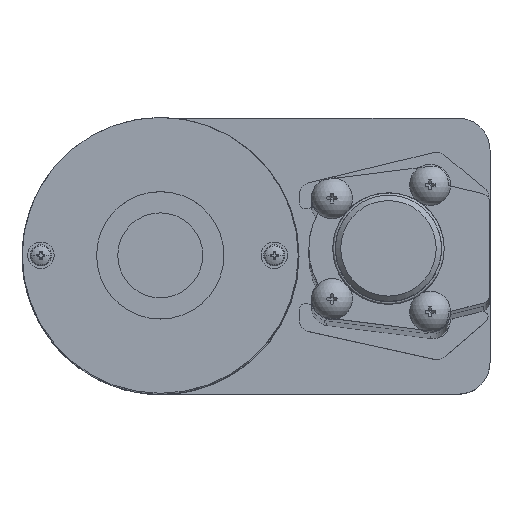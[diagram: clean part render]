
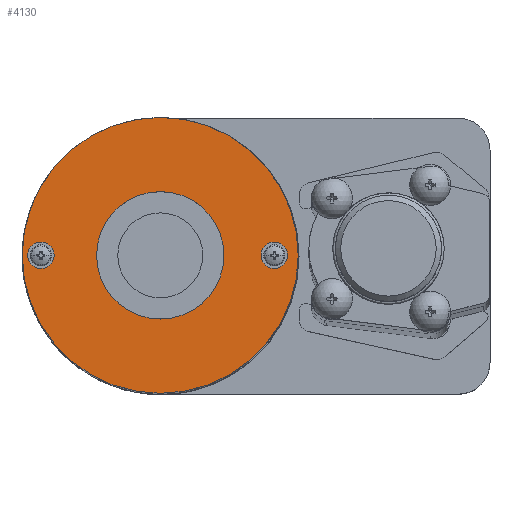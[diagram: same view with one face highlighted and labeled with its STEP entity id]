
A CAD part, top view. The second image highlights one B-rep face of the part: STEP entity #4130.
In plain terms, the highlighted planar face has unit normal (0, 0, 1).
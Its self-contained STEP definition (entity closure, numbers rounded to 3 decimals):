
#1876 = CYLINDRICAL_SURFACE('',#1877,2.5);
#1877 = AXIS2_PLACEMENT_3D('',#1878,#1879,#1880);
#1878 = CARTESIAN_POINT('',(14.5,0.,88.2));
#1879 = DIRECTION('',(0.,0.,1.));
#1880 = DIRECTION('',(1.,0.,0.));
#3761 = VERTEX_POINT('',#3762);
#3762 = CARTESIAN_POINT('',(17.,0.,88.2));
#3785 = EDGE_CURVE('',#3761,#3761,#3786,.T.);
#3786 = SURFACE_CURVE('',#3787,(#3792,#3799),.PCURVE_S1.);
#3787 = CIRCLE('',#3788,2.5);
#3788 = AXIS2_PLACEMENT_3D('',#3789,#3790,#3791);
#3789 = CARTESIAN_POINT('',(14.5,0.,88.2));
#3790 = DIRECTION('',(0.,0.,1.));
#3791 = DIRECTION('',(1.,0.,0.));
#3792 = PCURVE('',#1876,#3793);
#3793 = DEFINITIONAL_REPRESENTATION('',(#3794),#3798);
#3794 = LINE('',#3795,#3796);
#3795 = CARTESIAN_POINT('',(0.,0.));
#3796 = VECTOR('',#3797,1.);
#3797 = DIRECTION('',(1.,0.));
#3798 = ( GEOMETRIC_REPRESENTATION_CONTEXT(2) 
PARAMETRIC_REPRESENTATION_CONTEXT() REPRESENTATION_CONTEXT('2D SPACE',''
  ) );
#3799 = PCURVE('',#3800,#3805);
#3800 = PLANE('',#3801);
#3801 = AXIS2_PLACEMENT_3D('',#3802,#3803,#3804);
#3802 = CARTESIAN_POINT('',(-7.,0.,88.2));
#3803 = DIRECTION('',(0.,0.,1.));
#3804 = DIRECTION('',(1.,0.,0.));
#3805 = DEFINITIONAL_REPRESENTATION('',(#3806),#3810);
#3806 = CIRCLE('',#3807,2.5);
#3807 = AXIS2_PLACEMENT_2D('',#3808,#3809);
#3808 = CARTESIAN_POINT('',(21.5,0.));
#3809 = DIRECTION('',(1.,0.));
#3810 = ( GEOMETRIC_REPRESENTATION_CONTEXT(2) 
PARAMETRIC_REPRESENTATION_CONTEXT() REPRESENTATION_CONTEXT('2D SPACE',''
  ) );
#4130 = ADVANCED_FACE('',(#4131,#4162,#4193,#4224),#3800,.T.);
#4131 = FACE_BOUND('',#4132,.T.);
#4132 = EDGE_LOOP('',(#4133));
#4133 = ORIENTED_EDGE('',*,*,#4134,.T.);
#4134 = EDGE_CURVE('',#4135,#4135,#4137,.T.);
#4135 = VERTEX_POINT('',#4136);
#4136 = CARTESIAN_POINT('',(19.,0.,88.2));
#4137 = SURFACE_CURVE('',#4138,(#4143,#4150),.PCURVE_S1.);
#4138 = CIRCLE('',#4139,26.);
#4139 = AXIS2_PLACEMENT_3D('',#4140,#4141,#4142);
#4140 = CARTESIAN_POINT('',(-7.,0.,88.2));
#4141 = DIRECTION('',(0.,0.,1.));
#4142 = DIRECTION('',(1.,0.,0.));
#4143 = PCURVE('',#3800,#4144);
#4144 = DEFINITIONAL_REPRESENTATION('',(#4145),#4149);
#4145 = CIRCLE('',#4146,26.);
#4146 = AXIS2_PLACEMENT_2D('',#4147,#4148);
#4147 = CARTESIAN_POINT('',(0.,0.));
#4148 = DIRECTION('',(1.,0.));
#4149 = ( GEOMETRIC_REPRESENTATION_CONTEXT(2) 
PARAMETRIC_REPRESENTATION_CONTEXT() REPRESENTATION_CONTEXT('2D SPACE',''
  ) );
#4150 = PCURVE('',#4151,#4156);
#4151 = CYLINDRICAL_SURFACE('',#4152,26.);
#4152 = AXIS2_PLACEMENT_3D('',#4153,#4154,#4155);
#4153 = CARTESIAN_POINT('',(-7.,0.,85.2));
#4154 = DIRECTION('',(0.,0.,1.));
#4155 = DIRECTION('',(1.,0.,0.));
#4156 = DEFINITIONAL_REPRESENTATION('',(#4157),#4161);
#4157 = LINE('',#4158,#4159);
#4158 = CARTESIAN_POINT('',(0.,3.));
#4159 = VECTOR('',#4160,1.);
#4160 = DIRECTION('',(1.,0.));
#4161 = ( GEOMETRIC_REPRESENTATION_CONTEXT(2) 
PARAMETRIC_REPRESENTATION_CONTEXT() REPRESENTATION_CONTEXT('2D SPACE',''
  ) );
#4162 = FACE_BOUND('',#4163,.T.);
#4163 = EDGE_LOOP('',(#4164));
#4164 = ORIENTED_EDGE('',*,*,#4165,.F.);
#4165 = EDGE_CURVE('',#4166,#4166,#4168,.T.);
#4166 = VERTEX_POINT('',#4167);
#4167 = CARTESIAN_POINT('',(-27.,0.,88.2));
#4168 = SURFACE_CURVE('',#4169,(#4174,#4181),.PCURVE_S1.);
#4169 = CIRCLE('',#4170,2.5);
#4170 = AXIS2_PLACEMENT_3D('',#4171,#4172,#4173);
#4171 = CARTESIAN_POINT('',(-29.5,0.,88.2));
#4172 = DIRECTION('',(0.,0.,1.));
#4173 = DIRECTION('',(1.,0.,0.));
#4174 = PCURVE('',#3800,#4175);
#4175 = DEFINITIONAL_REPRESENTATION('',(#4176),#4180);
#4176 = CIRCLE('',#4177,2.5);
#4177 = AXIS2_PLACEMENT_2D('',#4178,#4179);
#4178 = CARTESIAN_POINT('',(-22.5,0.));
#4179 = DIRECTION('',(1.,0.));
#4180 = ( GEOMETRIC_REPRESENTATION_CONTEXT(2) 
PARAMETRIC_REPRESENTATION_CONTEXT() REPRESENTATION_CONTEXT('2D SPACE',''
  ) );
#4181 = PCURVE('',#4182,#4187);
#4182 = CYLINDRICAL_SURFACE('',#4183,2.5);
#4183 = AXIS2_PLACEMENT_3D('',#4184,#4185,#4186);
#4184 = CARTESIAN_POINT('',(-29.5,0.,88.2));
#4185 = DIRECTION('',(0.,0.,1.));
#4186 = DIRECTION('',(1.,0.,0.));
#4187 = DEFINITIONAL_REPRESENTATION('',(#4188),#4192);
#4188 = LINE('',#4189,#4190);
#4189 = CARTESIAN_POINT('',(0.,0.));
#4190 = VECTOR('',#4191,1.);
#4191 = DIRECTION('',(1.,0.));
#4192 = ( GEOMETRIC_REPRESENTATION_CONTEXT(2) 
PARAMETRIC_REPRESENTATION_CONTEXT() REPRESENTATION_CONTEXT('2D SPACE',''
  ) );
#4193 = FACE_BOUND('',#4194,.T.);
#4194 = EDGE_LOOP('',(#4195));
#4195 = ORIENTED_EDGE('',*,*,#4196,.F.);
#4196 = EDGE_CURVE('',#4197,#4197,#4199,.T.);
#4197 = VERTEX_POINT('',#4198);
#4198 = CARTESIAN_POINT('',(5.,0.,88.2));
#4199 = SURFACE_CURVE('',#4200,(#4205,#4212),.PCURVE_S1.);
#4200 = CIRCLE('',#4201,12.);
#4201 = AXIS2_PLACEMENT_3D('',#4202,#4203,#4204);
#4202 = CARTESIAN_POINT('',(-7.,0.,88.2));
#4203 = DIRECTION('',(0.,0.,1.));
#4204 = DIRECTION('',(1.,0.,0.));
#4205 = PCURVE('',#3800,#4206);
#4206 = DEFINITIONAL_REPRESENTATION('',(#4207),#4211);
#4207 = CIRCLE('',#4208,12.);
#4208 = AXIS2_PLACEMENT_2D('',#4209,#4210);
#4209 = CARTESIAN_POINT('',(0.,0.));
#4210 = DIRECTION('',(1.,0.));
#4211 = ( GEOMETRIC_REPRESENTATION_CONTEXT(2) 
PARAMETRIC_REPRESENTATION_CONTEXT() REPRESENTATION_CONTEXT('2D SPACE',''
  ) );
#4212 = PCURVE('',#4213,#4218);
#4213 = CYLINDRICAL_SURFACE('',#4214,12.);
#4214 = AXIS2_PLACEMENT_3D('',#4215,#4216,#4217);
#4215 = CARTESIAN_POINT('',(-7.,0.,88.2));
#4216 = DIRECTION('',(0.,0.,1.));
#4217 = DIRECTION('',(1.,0.,0.));
#4218 = DEFINITIONAL_REPRESENTATION('',(#4219),#4223);
#4219 = LINE('',#4220,#4221);
#4220 = CARTESIAN_POINT('',(0.,0.));
#4221 = VECTOR('',#4222,1.);
#4222 = DIRECTION('',(1.,0.));
#4223 = ( GEOMETRIC_REPRESENTATION_CONTEXT(2) 
PARAMETRIC_REPRESENTATION_CONTEXT() REPRESENTATION_CONTEXT('2D SPACE',''
  ) );
#4224 = FACE_BOUND('',#4225,.T.);
#4225 = EDGE_LOOP('',(#4226));
#4226 = ORIENTED_EDGE('',*,*,#3785,.F.);
